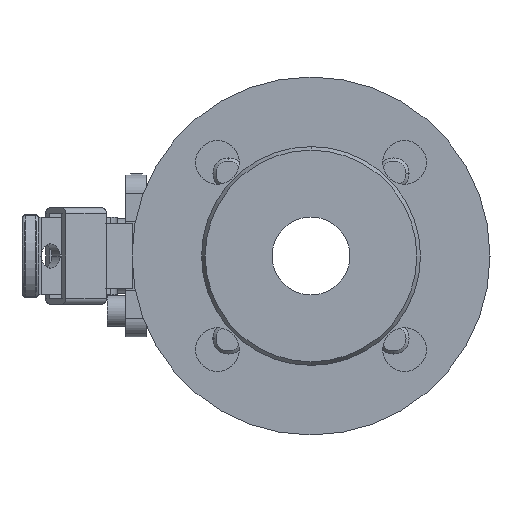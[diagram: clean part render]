
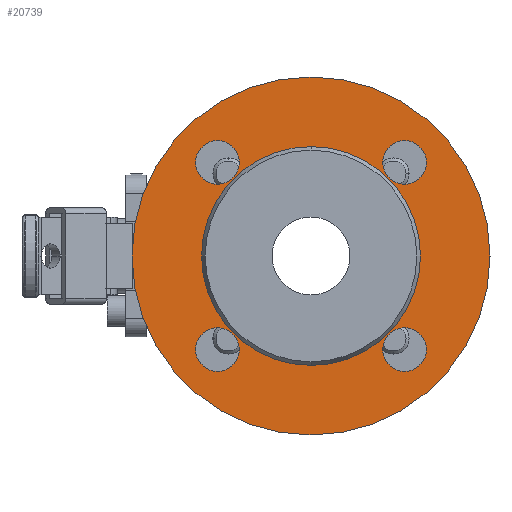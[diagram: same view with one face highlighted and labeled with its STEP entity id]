
A CAD part, left-side view. The second image highlights one B-rep face of the part: STEP entity #20739.
In plain terms, the highlighted planar face has unit normal (-1, 0, 0).
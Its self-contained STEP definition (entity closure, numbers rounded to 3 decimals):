
#187 = FACE_BOUND ( 'NONE', #9541, .T. ) ;
#190 = FACE_BOUND ( 'NONE', #22350, .T. ) ;
#191 = FACE_BOUND ( 'NONE', #9575, .T. ) ;
#193 = FACE_BOUND ( 'NONE', #22366, .T. ) ;
#194 = FACE_BOUND ( 'NONE', #9666, .T. ) ;
#195 = FACE_OUTER_BOUND ( 'NONE', #22272, .T. ) ;
#5787 = CIRCLE ( 'NONE', #15389, 7. ) ;
#5793 = CIRCLE ( 'NONE', #15390, 35.155 ) ;
#5794 = CIRCLE ( 'NONE', #15391, 7. ) ;
#7068 = CARTESIAN_POINT ( 'NONE',  ( -43.5, -30.052, -30.052 ) ) ;
#7069 = DIRECTION ( 'NONE',  ( -1., 0., 0. ) ) ;
#7070 = DIRECTION ( 'NONE',  ( 0., 0., 1. ) ) ;
#7072 = CARTESIAN_POINT ( 'NONE',  ( -43.5, 0., 0. ) ) ;
#7073 = DIRECTION ( 'NONE',  ( -1., 0., 0. ) ) ;
#7074 = DIRECTION ( 'NONE',  ( 0., 0., 1. ) ) ;
#7076 = CARTESIAN_POINT ( 'NONE',  ( -43.5, 30.052, -30.052 ) ) ;
#7077 = DIRECTION ( 'NONE',  ( -1., 0., 0. ) ) ;
#7078 = DIRECTION ( 'NONE',  ( 0., 0., 1. ) ) ;
#7355 = CARTESIAN_POINT ( 'NONE',  ( -43.5, 30.052, -37.052 ) ) ;
#7400 = CARTESIAN_POINT ( 'NONE',  ( -43.5, -30.052, 37.052 ) ) ;
#7421 = CARTESIAN_POINT ( 'NONE',  ( -43.5, -30.052, -37.052 ) ) ;
#7433 = CARTESIAN_POINT ( 'NONE',  ( -43.5, 0., 57.5 ) ) ;
#7439 = CARTESIAN_POINT ( 'NONE',  ( -43.5, 0., 35.155 ) ) ;
#7441 = CARTESIAN_POINT ( 'NONE',  ( -43.5, 30.052, -23.052 ) ) ;
#7443 = CARTESIAN_POINT ( 'NONE',  ( -43.5, -30.052, 23.052 ) ) ;
#7485 = CARTESIAN_POINT ( 'NONE',  ( -43.5, 0., -35.155 ) ) ;
#7633 = CARTESIAN_POINT ( 'NONE',  ( -43.5, 30.052, 23.052 ) ) ;
#7727 = CARTESIAN_POINT ( 'NONE',  ( -43.5, -30.052, -23.052 ) ) ;
#7737 = CARTESIAN_POINT ( 'NONE',  ( -43.5, 30.052, 37.052 ) ) ;
#9541 = EDGE_LOOP ( 'NONE', ( #16020, #16018 ) ) ;
#9575 = EDGE_LOOP ( 'NONE', ( #16023, #16021 ) ) ;
#9666 = EDGE_LOOP ( 'NONE', ( #16016, #16015 ) ) ;
#15389 = AXIS2_PLACEMENT_3D ( 'NONE', #7068, #7069, #7070 ) ;
#15390 = AXIS2_PLACEMENT_3D ( 'NONE', #7072, #7073, #7074 ) ;
#15391 = AXIS2_PLACEMENT_3D ( 'NONE', #7076, #7077, #7078 ) ;
#16004 = ORIENTED_EDGE ( 'NONE', *, *, #23279, .F. ) ;
#16007 = ORIENTED_EDGE ( 'NONE', *, *, #17993, .F. ) ;
#16009 = ORIENTED_EDGE ( 'NONE', *, *, #27303, .T. ) ;
#16010 = ORIENTED_EDGE ( 'NONE', *, *, #23271, .T. ) ;
#16012 = ORIENTED_EDGE ( 'NONE', *, *, #17995, .F. ) ;
#16014 = ORIENTED_EDGE ( 'NONE', *, *, #23228, .F. ) ;
#16015 = ORIENTED_EDGE ( 'NONE', *, *, #27322, .F. ) ;
#16016 = ORIENTED_EDGE ( 'NONE', *, *, #23219, .F. ) ;
#16018 = ORIENTED_EDGE ( 'NONE', *, *, #27353, .F. ) ;
#16020 = ORIENTED_EDGE ( 'NONE', *, *, #23211, .F. ) ;
#16021 = ORIENTED_EDGE ( 'NONE', *, *, #17990, .F. ) ;
#16023 = ORIENTED_EDGE ( 'NONE', *, *, #23202, .F. ) ;
#17011 = CARTESIAN_POINT ( 'NONE',  ( -43.5, 0., -57.5 ) ) ;
#17196 = CARTESIAN_POINT ( 'NONE',  ( -43.5, 0., 0. ) ) ;
#17197 = DIRECTION ( 'NONE',  ( -1., 0., 0. ) ) ;
#17198 = DIRECTION ( 'NONE',  ( 0., 0., 1. ) ) ;
#17265 = CARTESIAN_POINT ( 'NONE',  ( -43.5, 30.052, 30.052 ) ) ;
#17266 = DIRECTION ( 'NONE',  ( -1., 0., 0. ) ) ;
#17267 = DIRECTION ( 'NONE',  ( 0., 0., 1. ) ) ;
#17990 = EDGE_CURVE ( 'NONE', #20363, #20146, #5787, .T. ) ;
#17993 = EDGE_CURVE ( 'NONE', #20219, #20168, #5793, .T. ) ;
#17995 = EDGE_CURVE ( 'NONE', #20170, #19602, #5794, .T. ) ;
#19602 = VERTEX_POINT ( 'NONE', #7355 ) ;
#19647 = VERTEX_POINT ( 'NONE', #7400 ) ;
#20146 = VERTEX_POINT ( 'NONE', #7421 ) ;
#20160 = VERTEX_POINT ( 'NONE', #7433 ) ;
#20168 = VERTEX_POINT ( 'NONE', #7439 ) ;
#20170 = VERTEX_POINT ( 'NONE', #7441 ) ;
#20171 = VERTEX_POINT ( 'NONE', #7443 ) ;
#20219 = VERTEX_POINT ( 'NONE', #7485 ) ;
#20314 = VERTEX_POINT ( 'NONE', #7633 ) ;
#20363 = VERTEX_POINT ( 'NONE', #7727 ) ;
#20368 = VERTEX_POINT ( 'NONE', #7737 ) ;
#20739 = ADVANCED_FACE ( 'NONE', ( #191, #187, #194, #190, #195, #193 ), #28588, .T. ) ;
#22272 = EDGE_LOOP ( 'NONE', ( #16010, #16009 ) ) ;
#22350 = EDGE_LOOP ( 'NONE', ( #16014, #16012 ) ) ;
#22366 = EDGE_LOOP ( 'NONE', ( #16007, #16004 ) ) ;
#23202 = EDGE_CURVE ( 'NONE', #20146, #20363, #28052, .T. ) ;
#23211 = EDGE_CURVE ( 'NONE', #20171, #19647, #28057, .T. ) ;
#23219 = EDGE_CURVE ( 'NONE', #20314, #20368, #28063, .T. ) ;
#23228 = EDGE_CURVE ( 'NONE', #19602, #20170, #28070, .T. ) ;
#23271 = EDGE_CURVE ( 'NONE', #20160, #27037, #28093, .T. ) ;
#23279 = EDGE_CURVE ( 'NONE', #20168, #20219, #28099, .T. ) ;
#25389 = CARTESIAN_POINT ( 'NONE',  ( -43.5, -30.052, 30.052 ) ) ;
#25390 = DIRECTION ( 'NONE',  ( -1., 0., 0. ) ) ;
#25391 = DIRECTION ( 'NONE',  ( 0., 0., 1. ) ) ;
#27037 = VERTEX_POINT ( 'NONE', #17011 ) ;
#27303 = EDGE_CURVE ( 'NONE', #27037, #20160, #28268, .T. ) ;
#27322 = EDGE_CURVE ( 'NONE', #20368, #20314, #28292, .T. ) ;
#27353 = EDGE_CURVE ( 'NONE', #19647, #20171, #28330, .T. ) ;
#28052 = CIRCLE ( 'NONE', #33312, 7. ) ;
#28057 = CIRCLE ( 'NONE', #33314, 7. ) ;
#28063 = CIRCLE ( 'NONE', #33316, 7. ) ;
#28070 = CIRCLE ( 'NONE', #33318, 7. ) ;
#28093 = CIRCLE ( 'NONE', #30708, 57.5 ) ;
#28099 = CIRCLE ( 'NONE', #30713, 35.155 ) ;
#28268 = CIRCLE ( 'NONE', #30738, 57.5 ) ;
#28292 = CIRCLE ( 'NONE', #30753, 7. ) ;
#28330 = CIRCLE ( 'NONE', #30776, 7. ) ;
#28586 = DIRECTION ( 'NONE',  ( -1., 0., 0. ) ) ;
#28588 = PLANE ( 'NONE',  #32822 ) ;
#28590 = CARTESIAN_POINT ( 'NONE',  ( -43.5, -35.155, 0. ) ) ;
#28592 = DIRECTION ( 'NONE',  ( 0., 0., 1. ) ) ;
#29888 = CARTESIAN_POINT ( 'NONE',  ( -43.5, -30.052, -30.052 ) ) ;
#29889 = DIRECTION ( 'NONE',  ( -1., 0., 0. ) ) ;
#29891 = DIRECTION ( 'NONE',  ( 0., 0., 1. ) ) ;
#29911 = CARTESIAN_POINT ( 'NONE',  ( -43.5, -30.052, 30.052 ) ) ;
#29913 = DIRECTION ( 'NONE',  ( -1., 0., 0. ) ) ;
#29915 = DIRECTION ( 'NONE',  ( 0., 0., 1. ) ) ;
#29935 = CARTESIAN_POINT ( 'NONE',  ( -43.5, 30.052, 30.052 ) ) ;
#29937 = DIRECTION ( 'NONE',  ( -1., 0., 0. ) ) ;
#29939 = DIRECTION ( 'NONE',  ( 0., 0., 1. ) ) ;
#29959 = CARTESIAN_POINT ( 'NONE',  ( -43.5, 30.052, -30.052 ) ) ;
#29961 = DIRECTION ( 'NONE',  ( -1., 0., 0. ) ) ;
#29962 = DIRECTION ( 'NONE',  ( 0., 0., 1. ) ) ;
#30096 = CARTESIAN_POINT ( 'NONE',  ( -43.5, 0., 0. ) ) ;
#30098 = DIRECTION ( 'NONE',  ( -1., 0., 0. ) ) ;
#30100 = DIRECTION ( 'NONE',  ( 0., 0., 1. ) ) ;
#30120 = CARTESIAN_POINT ( 'NONE',  ( -43.5, 0., 0. ) ) ;
#30122 = DIRECTION ( 'NONE',  ( -1., 0., 0. ) ) ;
#30124 = DIRECTION ( 'NONE',  ( 0., 0., 1. ) ) ;
#30708 = AXIS2_PLACEMENT_3D ( 'NONE', #30096, #30098, #30100 ) ;
#30713 = AXIS2_PLACEMENT_3D ( 'NONE', #30120, #30122, #30124 ) ;
#30738 = AXIS2_PLACEMENT_3D ( 'NONE', #17196, #17197, #17198 ) ;
#30753 = AXIS2_PLACEMENT_3D ( 'NONE', #17265, #17266, #17267 ) ;
#30776 = AXIS2_PLACEMENT_3D ( 'NONE', #25389, #25390, #25391 ) ;
#32822 = AXIS2_PLACEMENT_3D ( 'NONE', #28590, #28586, #28592 ) ;
#33312 = AXIS2_PLACEMENT_3D ( 'NONE', #29888, #29889, #29891 ) ;
#33314 = AXIS2_PLACEMENT_3D ( 'NONE', #29911, #29913, #29915 ) ;
#33316 = AXIS2_PLACEMENT_3D ( 'NONE', #29935, #29937, #29939 ) ;
#33318 = AXIS2_PLACEMENT_3D ( 'NONE', #29959, #29961, #29962 ) ;
